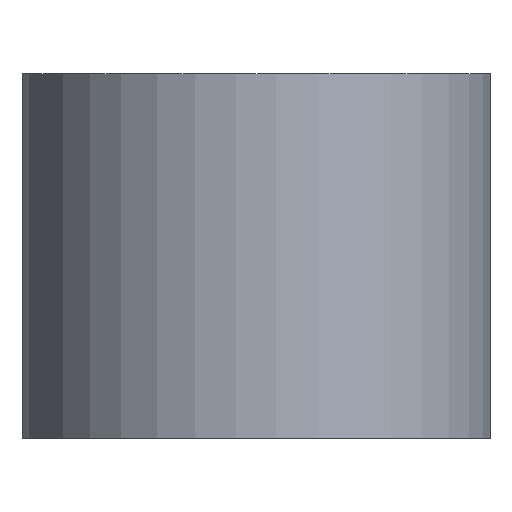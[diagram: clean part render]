
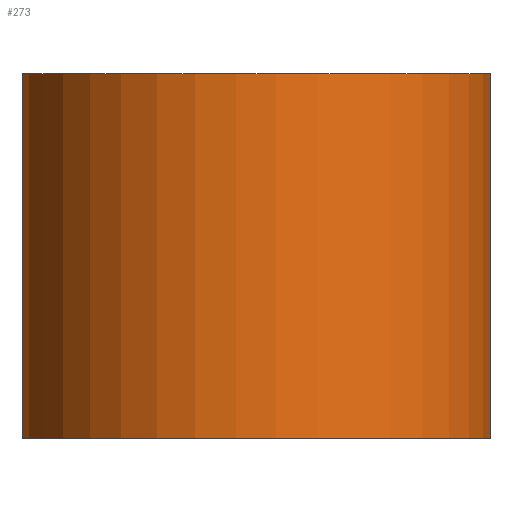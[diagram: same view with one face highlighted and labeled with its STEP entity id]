
A CAD part, left-side view. The second image highlights one B-rep face of the part: STEP entity #273.
In plain terms, the highlighted cylindrical face has radius 58 mm (diameter 116 mm), a partial arc.
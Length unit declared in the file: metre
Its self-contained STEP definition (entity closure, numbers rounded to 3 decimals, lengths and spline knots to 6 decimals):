
#179=CARTESIAN_POINT('',(-0.1119,0.056,0.0));
#180=VERTEX_POINT('',#179);
#187=CARTESIAN_POINT('',(-0.1119,0.056,0.09));
#188=VERTEX_POINT('',#187);
#189=CARTESIAN_POINT('',(-0.1119,0.056,0.09));
#190=DIRECTION('',(0.0,0.0,-1.0));
#191=VECTOR('',#190,0.09);
#192=LINE('',#189,#191);
#193=EDGE_CURVE('',#188,#180,#192,.T.);
#212=CARTESIAN_POINT('',(-0.1119,-0.056,0.09));
#213=VERTEX_POINT('',#212);
#220=CARTESIAN_POINT('',(-0.1119,-0.056,0.0));
#221=VERTEX_POINT('',#220);
#222=CARTESIAN_POINT('',(-0.1119,-0.056,0.0));
#223=DIRECTION('',(0.0,0.0,1.0));
#224=VECTOR('',#223,0.09);
#225=LINE('',#222,#224);
#226=EDGE_CURVE('',#221,#213,#225,.T.);
#245=CARTESIAN_POINT('',(-0.127,0.,0.0));
#246=DIRECTION('',(0.0,0.0,-1.0));
#247=DIRECTION('',(-1.0,0.0,0.0));
#248=AXIS2_PLACEMENT_3D('',#245,#246,#247);
#249=CIRCLE('',#248,0.058);
#250=EDGE_CURVE('',#221,#180,#249,.T.);
#256=CARTESIAN_POINT('',(-0.127,0.,0.0));
#257=DIRECTION('',(0.0,0.0,1.0));
#258=DIRECTION('',(-1.0,0.0,0.0));
#259=AXIS2_PLACEMENT_3D('',#256,#257,#258);
#260=CYLINDRICAL_SURFACE('',#259,0.058);
#261=ORIENTED_EDGE('',*,*,#226,.T.);
#262=CARTESIAN_POINT('',(-0.127,0.,0.09));
#263=DIRECTION('',(0.0,0.0,-1.0));
#264=DIRECTION('',(-1.0,0.0,0.0));
#265=AXIS2_PLACEMENT_3D('',#262,#263,#264);
#266=CIRCLE('',#265,0.058);
#267=EDGE_CURVE('',#213,#188,#266,.T.);
#268=ORIENTED_EDGE('',*,*,#267,.T.);
#269=ORIENTED_EDGE('',*,*,#193,.T.);
#270=ORIENTED_EDGE('',*,*,#250,.F.);
#271=EDGE_LOOP('',(#261,#268,#269,#270));
#272=FACE_OUTER_BOUND('',#271,.T.);
#273=ADVANCED_FACE('',(#272),#260,.T.);
